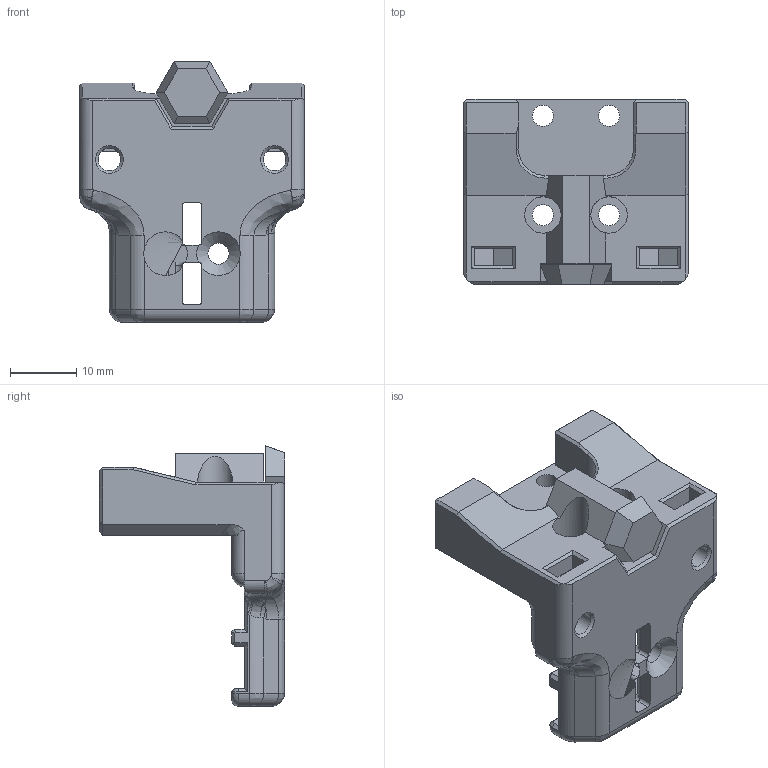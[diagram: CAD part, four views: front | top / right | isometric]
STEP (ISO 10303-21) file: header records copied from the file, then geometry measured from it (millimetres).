
FILE_DESCRIPTION(/* description */ (''),/* implementation_level */ '2;1');
FILE_NAME(/* name */ 'MGN19 X-Carriage v2 v1.step',/* time_stamp */ '2023-02-27T13:07:53+01:00',/* author */ (''),/* organization */ (''),/* preprocessor_version */ 'ST-DEVELOPER v19.2',/* originating_system */ 'Autodesk Translation Framework v11.17.0.187',/* authorisation */ '');
FILE_SCHEMA (('AUTOMOTIVE_DESIGN { 1 0 10303 214 3 1 1 }'));
Length unit declared in the file: millimetre
Products named in the file (5): MGN19 X-Carriage v2; Gantry; Mini Stealthburner; Printed Parts (12); X Carriage
Assembly tree (4 placements, depth 5):
  MGN19 X-Carriage v2
    Gantry
      Mini Stealthburner
        Printed Parts (12)
          X Carriage
Bounding box: 34 x 28 x 39.45 mm (x, y, z)
Volume: 10207.5 mm3; surface area: 6332.5 mm2
Topology: 2 solids, 2 shells, 335 faces, 907 edges, 566 vertices
Faces by surface type: plane 196, cylinder 58, bspline 56, cone 11, torus 10, sphere 4
Full cylindrical faces by diameter (mm): 3.2 x6, 3.4 x5, 4.7 x2, 5.5 x2
Entity records: 11827 total; most frequent: CARTESIAN_POINT 3509, ORIENTED_EDGE 1810, DIRECTION 1600, EDGE_CURVE 905, LINE 570, VECTOR 570, VERTEX_POINT 566, AXIS2_PLACEMENT_3D 515
